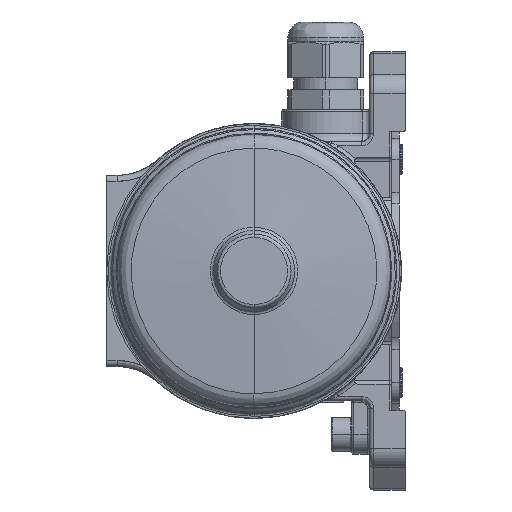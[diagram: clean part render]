
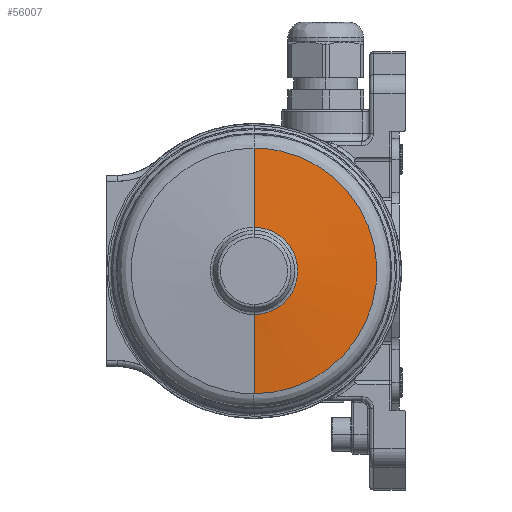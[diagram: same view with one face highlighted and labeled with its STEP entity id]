
A CAD part, left-side view. The second image highlights one B-rep face of the part: STEP entity #56007.
In plain terms, the highlighted conical face has half-angle 85 degrees and reference radius 30.831 mm.
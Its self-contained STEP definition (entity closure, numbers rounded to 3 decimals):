
#1921 = CARTESIAN_POINT ( 'NONE',  ( -80.211, -18.468, -24.519 ) ) ;
#1962 = AXIS2_PLACEMENT_3D ( 'NONE', #74624, #64921, #119506 ) ;
#2775 = CARTESIAN_POINT ( 'NONE',  ( -80.211, -27.381, 13.65 ) ) ;
#4015 = CARTESIAN_POINT ( 'NONE',  ( -80.211, -24.185, 18.795 ) ) ;
#6431 = CARTESIAN_POINT ( 'NONE',  ( -80.211, 0.336, -0.003 ) ) ;
#6450 = CARTESIAN_POINT ( 'NONE',  ( -81.95, -5.184, -9.582 ) ) ;
#7808 = CARTESIAN_POINT ( 'NONE',  ( -80.211, 0.336, -30.834 ) ) ;
#7924 = VERTEX_POINT ( 'NONE', #7808 ) ;
#8166 = ORIENTED_EDGE ( 'NONE', *, *, #97608, .T. ) ;
#8283 = DIRECTION ( 'NONE',  ( -1., 0., 0. ) ) ;
#9366 = CARTESIAN_POINT ( 'NONE',  ( -81.95, 0.336, 10.959 ) ) ;
#10424 = CARTESIAN_POINT ( 'NONE',  ( -80.211, -1.681, -30.834 ) ) ;
#12316 = CIRCLE ( 'NONE', #1962, 10.962 ) ;
#12514 = CARTESIAN_POINT ( 'NONE',  ( -80.211, -30.297, 4.024 ) ) ;
#13766 = CARTESIAN_POINT ( 'NONE',  ( -80.211, -29.511, 7.982 ) ) ;
#15393 = CARTESIAN_POINT ( 'NONE',  ( -81.95, -8.432, 6.73 ) ) ;
#21884 = CARTESIAN_POINT ( 'NONE',  ( -81.95, 0.33, 10.959 ) ) ;
#22265 = CARTESIAN_POINT ( 'NONE',  ( -80.211, -15.127, 26.746 ) ) ;
#23940 = CARTESIAN_POINT ( 'NONE',  ( -80.211, -22.9, 20.362 ) ) ;
#24281 = DIRECTION ( 'NONE',  ( 1., 0., 0. ) ) ;
#24300 = CARTESIAN_POINT ( 'NONE',  ( -81.95, -9.241, -5.525 ) ) ;
#24707 = CARTESIAN_POINT ( 'NONE',  ( -81.95, -10.34, -2.875 ) ) ;
#24924 = EDGE_CURVE ( 'NONE', #29375, #7924, #105466, .T. ) ;
#25137 = CARTESIAN_POINT ( 'NONE',  ( -81.95, -9.244, 5.514 ) ) ;
#29375 = VERTEX_POINT ( 'NONE', #96029 ) ;
#29688 = VERTEX_POINT ( 'NONE', #33359 ) ;
#30744 = CARTESIAN_POINT ( 'NONE',  ( -80.211, -3.699, -30.636 ) ) ;
#30884 = CARTESIAN_POINT ( 'NONE',  ( -80.211, 0.336, -30.834 ) ) ;
#31993 = CARTESIAN_POINT ( 'NONE',  ( -80.211, -29.507, -8.004 ) ) ;
#32423 = CARTESIAN_POINT ( 'NONE',  ( -80.211, -3.715, 30.627 ) ) ;
#32847 = CARTESIAN_POINT ( 'NONE',  ( -80.211, -7.672, 29.838 ) ) ;
#33359 = CARTESIAN_POINT ( 'NONE',  ( -80.211, 0.32, 30.828 ) ) ;
#33569 = B_SPLINE_CURVE_WITH_KNOTS ( 'NONE', 3,
 ( #91527, #49272, #78402, #82208, #53878, #15393, #25137, #44585, #83050, #62776, #24707, #24300, #91958, #92770, #6450, #92365, #83450, #43780 ),
 .UNSPECIFIED., .F., .F.,
 ( 4, 2, 2, 2, 2, 2, 2, 2, 4 ),
 ( 0., 0.125, 0.25, 0.375, 0.5, 0.625, 0.75, 0.875, 1. ),
 .UNSPECIFIED. ) ;
#37073 = CARTESIAN_POINT ( 'NONE',  ( -80.211, 0.336, -0.003 ) ) ;
#37792 = EDGE_CURVE ( 'NONE', #29688, #56817, #114695, .T. ) ;
#38664 = ORIENTED_EDGE ( 'NONE', *, *, #51339, .F. ) ;
#39451 = AXIS2_PLACEMENT_3D ( 'NONE', #6431, #24281, #43339 ) ;
#40492 = CARTESIAN_POINT ( 'NONE',  ( -80.211, -9.597, -29.26 ) ) ;
#41749 = CARTESIAN_POINT ( 'NONE',  ( -80.211, -26.426, 15.439 ) ) ;
#42448 = ORIENTED_EDGE ( 'NONE', *, *, #24924, .T. ) ;
#43339 = DIRECTION ( 'NONE',  ( 0., 0., -1. ) ) ;
#43423 = CARTESIAN_POINT ( 'NONE',  ( -80.211, -27.373, -13.671 ) ) ;
#43780 = CARTESIAN_POINT ( 'NONE',  ( -81.95, 0.336, -10.965 ) ) ;
#44585 = CARTESIAN_POINT ( 'NONE',  ( -81.95, -10.341, 2.863 ) ) ;
#49272 = CARTESIAN_POINT ( 'NONE',  ( -81.95, -1.104, 10.958 ) ) ;
#50789 = ORIENTED_EDGE ( 'NONE', *, *, #52828, .T. ) ;
#51025 = CARTESIAN_POINT ( 'NONE',  ( -80.211, 0.336, -30.834 ) ) ;
#51339 = EDGE_CURVE ( 'NONE', #56941, #86551, #12316, .T. ) ;
#51438 = CARTESIAN_POINT ( 'NONE',  ( -80.211, -1.698, 30.827 ) ) ;
#52828 = EDGE_CURVE ( 'NONE', #7924, #29688, #84281, .T. ) ;
#53878 = CARTESIAN_POINT ( 'NONE',  ( -81.95, -6.404, 8.76 ) ) ;
#56007 = ADVANCED_FACE ( 'NONE', ( #79982 ), #101073, .T. ) ;
#56817 = VERTEX_POINT ( 'NONE', #114127 ) ;
#56941 = VERTEX_POINT ( 'NONE', #21884 ) ;
#59813 = EDGE_CURVE ( 'NONE', #56817, #86551, #74882, .T. ) ;
#61992 = CARTESIAN_POINT ( 'NONE',  ( -80.211, -30.295, -4.046 ) ) ;
#62412 = CARTESIAN_POINT ( 'NONE',  ( -80.211, -20.047, 23.217 ) ) ;
#62708 = AXIS2_PLACEMENT_3D ( 'NONE', #37073, #8283, #105503 ) ;
#62776 = CARTESIAN_POINT ( 'NONE',  ( -81.95, -10.625, -1.441 ) ) ;
#64921 = DIRECTION ( 'NONE',  ( -1., 0., 0. ) ) ;
#71656 = CARTESIAN_POINT ( 'NONE',  ( -80.211, 0.336, 30.828 ) ) ;
#71715 = CARTESIAN_POINT ( 'NONE',  ( -80.211, 0.32, 30.828 ) ) ;
#72138 = CARTESIAN_POINT ( 'NONE',  ( -80.211, -28.924, 9.922 ) ) ;
#74624 = CARTESIAN_POINT ( 'NONE',  ( -81.95, 0.336, -0.003 ) ) ;
#74882 = LINE ( 'NONE', #71656, #124849 ) ;
#78402 = CARTESIAN_POINT ( 'NONE',  ( -81.95, -2.538, 10.672 ) ) ;
#79982 = FACE_OUTER_BOUND ( 'NONE', #109800, .T. ) ;
#80197 = CARTESIAN_POINT ( 'NONE',  ( -80.211, -22.889, -20.38 ) ) ;
#82208 = CARTESIAN_POINT ( 'NONE',  ( -81.95, -5.189, 9.573 ) ) ;
#83050 = CARTESIAN_POINT ( 'NONE',  ( -81.95, -10.626, 1.429 ) ) ;
#83450 = CARTESIAN_POINT ( 'NONE',  ( -81.95, -1.099, -10.965 ) ) ;
#84281 = B_SPLINE_CURVE_WITH_KNOTS ( 'NONE', 3,
 ( #51025, #10424, #30744, #117003, #40492, #98377, #108081, #1921, #110603, #80197, #119535, #99624, #43423, #89924, #31993, #61992, #109338, #100878, #12514, #13766, #72138, #2775, #41749, #4015, #23940, #62412, #90752, #22265, #90338, #119124, #32847, #32423, #51438, #71715 ),
 .UNSPECIFIED., .F., .F.,
 ( 4, 2, 2, 2, 2, 2, 2, 2, 2, 2, 2, 2, 2, 2, 2, 2, 4 ),
 ( 0., 0.063, 0.125, 0.188, 0.25, 0.313, 0.375, 0.438, 0.5, 0.563, 0.625, 0.687, 0.75, 0.812, 0.875, 0.938, 1. ),
 .UNSPECIFIED. ) ;
#86551 = VERTEX_POINT ( 'NONE', #9366 ) ;
#89924 = CARTESIAN_POINT ( 'NONE',  ( -80.211, -28.918, -9.943 ) ) ;
#90338 = CARTESIAN_POINT ( 'NONE',  ( -80.211, -13.339, 27.703 ) ) ;
#90368 = VECTOR ( 'NONE', #119677, 1000. ) ;
#90752 = CARTESIAN_POINT ( 'NONE',  ( -80.211, -18.481, 24.503 ) ) ;
#91527 = CARTESIAN_POINT ( 'NONE',  ( -81.95, 0.33, 10.959 ) ) ;
#91958 = CARTESIAN_POINT ( 'NONE',  ( -81.95, -8.429, -6.741 ) ) ;
#92365 = CARTESIAN_POINT ( 'NONE',  ( -81.95, -2.533, -10.68 ) ) ;
#92770 = CARTESIAN_POINT ( 'NONE',  ( -81.95, -6.4, -8.77 ) ) ;
#96029 = CARTESIAN_POINT ( 'NONE',  ( -81.95, 0.336, -10.965 ) ) ;
#97608 = EDGE_CURVE ( 'NONE', #56941, #29375, #33569, .T. ) ;
#98377 = CARTESIAN_POINT ( 'NONE',  ( -80.211, -13.325, -27.716 ) ) ;
#99512 = ORIENTED_EDGE ( 'NONE', *, *, #37792, .T. ) ;
#99573 = DIRECTION ( 'NONE',  ( -0.087, 0., -0.996 ) ) ;
#99624 = CARTESIAN_POINT ( 'NONE',  ( -80.211, -26.417, -15.459 ) ) ;
#100878 = CARTESIAN_POINT ( 'NONE',  ( -80.211, -30.496, 2.006 ) ) ;
#101073 = CONICAL_SURFACE ( 'NONE', #39451, 30.831, 1.484 ) ;
#105466 = LINE ( 'NONE', #30884, #90368 ) ;
#105503 = DIRECTION ( 'NONE',  ( 0., 0., -1. ) ) ;
#108081 = CARTESIAN_POINT ( 'NONE',  ( -80.211, -15.113, -26.761 ) ) ;
#109338 = CARTESIAN_POINT ( 'NONE',  ( -80.211, -30.495, -2.029 ) ) ;
#109800 = EDGE_LOOP ( 'NONE', ( #50789, #99512, #115368, #38664, #8166, #42448 ) ) ;
#110603 = CARTESIAN_POINT ( 'NONE',  ( -80.211, -20.035, -23.233 ) ) ;
#114127 = CARTESIAN_POINT ( 'NONE',  ( -80.211, 0.336, 30.828 ) ) ;
#114695 = CIRCLE ( 'NONE', #62708, 30.831 ) ;
#115368 = ORIENTED_EDGE ( 'NONE', *, *, #59813, .T. ) ;
#117003 = CARTESIAN_POINT ( 'NONE',  ( -80.211, -7.657, -29.848 ) ) ;
#119124 = CARTESIAN_POINT ( 'NONE',  ( -80.211, -9.612, 29.249 ) ) ;
#119506 = DIRECTION ( 'NONE',  ( 0., 0., -1. ) ) ;
#119535 = CARTESIAN_POINT ( 'NONE',  ( -80.211, -24.175, -18.813 ) ) ;
#119677 = DIRECTION ( 'NONE',  ( 0.087, 0., -0.996 ) ) ;
#124849 = VECTOR ( 'NONE', #99573, 1000. ) ;
